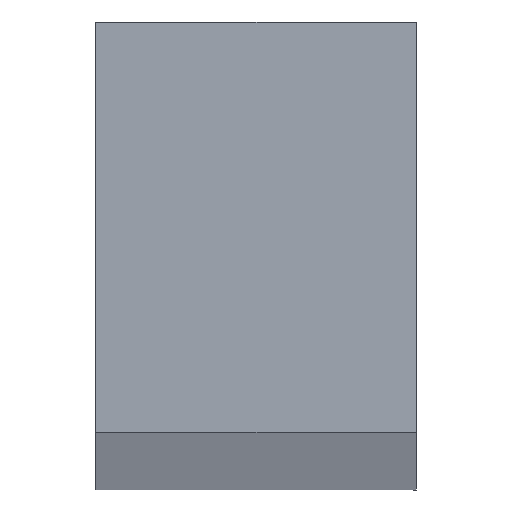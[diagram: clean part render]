
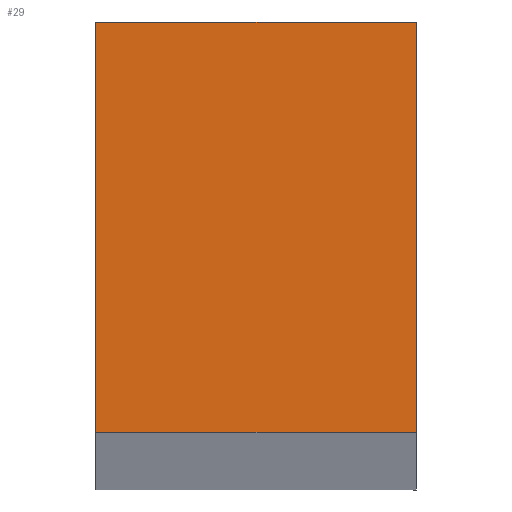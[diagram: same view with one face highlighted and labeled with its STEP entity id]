
A CAD part, left-side view. The second image highlights one B-rep face of the part: STEP entity #29.
In plain terms, the highlighted planar face has unit normal (-1, 0, 0).
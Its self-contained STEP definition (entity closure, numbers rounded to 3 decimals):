
#1 = DIRECTION ( 'NONE',  ( 0., 0., -1. ) ) ;
#7 = CARTESIAN_POINT ( 'NONE',  ( 0., 64., 50. ) ) ;
#10 = CARTESIAN_POINT ( 'NONE',  ( 0., 64., 50. ) ) ;
#12 = EDGE_CURVE ( 'NONE', #54, #222, #71, .T. ) ;
#18 = VERTEX_POINT ( 'NONE', #91 ) ;
#26 = LINE ( 'NONE', #7, #53 ) ;
#29 = ADVANCED_FACE ( 'NONE', ( #88 ), #150, .T. ) ;
#53 = VECTOR ( 'NONE', #131, 1000. ) ;
#54 = VERTEX_POINT ( 'NONE', #155 ) ;
#55 = EDGE_LOOP ( 'NONE', ( #192, #185, #138, #189 ) ) ;
#62 = CARTESIAN_POINT ( 'NONE',  ( 0., 0., 50. ) ) ;
#63 = DIRECTION ( 'NONE',  ( 0., 1., 0. ) ) ;
#66 = CARTESIAN_POINT ( 'NONE',  ( 0., 0., 0. ) ) ;
#71 = LINE ( 'NONE', #136, #92 ) ;
#78 = DIRECTION ( 'NONE',  ( 0., 1., 0. ) ) ;
#83 = VECTOR ( 'NONE', #63, 1000. ) ;
#86 = LINE ( 'NONE', #66, #144 ) ;
#88 = FACE_OUTER_BOUND ( 'NONE', #55, .T. ) ;
#91 = CARTESIAN_POINT ( 'NONE',  ( 0., 64., 0. ) ) ;
#92 = VECTOR ( 'NONE', #1, 1000. ) ;
#98 = LINE ( 'NONE', #62, #83 ) ;
#110 = DIRECTION ( 'NONE',  ( 0., 0., 1. ) ) ;
#124 = EDGE_CURVE ( 'NONE', #222, #18, #86, .T. ) ;
#128 = CARTESIAN_POINT ( 'NONE',  ( 0., 0., 0. ) ) ;
#131 = DIRECTION ( 'NONE',  ( 0., 0., -1. ) ) ;
#136 = CARTESIAN_POINT ( 'NONE',  ( 0., 0., 50. ) ) ;
#137 = VERTEX_POINT ( 'NONE', #10 ) ;
#138 = ORIENTED_EDGE ( 'NONE', *, *, #171, .T. ) ;
#139 = CARTESIAN_POINT ( 'NONE',  ( 0., 0., 50. ) ) ;
#144 = VECTOR ( 'NONE', #78, 1000. ) ;
#150 = PLANE ( 'NONE',  #215 ) ;
#155 = CARTESIAN_POINT ( 'NONE',  ( 0., 0., 50. ) ) ;
#171 = EDGE_CURVE ( 'NONE', #54, #137, #98, .T. ) ;
#185 = ORIENTED_EDGE ( 'NONE', *, *, #12, .F. ) ;
#189 = ORIENTED_EDGE ( 'NONE', *, *, #207, .T. ) ;
#192 = ORIENTED_EDGE ( 'NONE', *, *, #124, .F. ) ;
#204 = DIRECTION ( 'NONE',  ( -1., 0., 0. ) ) ;
#207 = EDGE_CURVE ( 'NONE', #137, #18, #26, .T. ) ;
#215 = AXIS2_PLACEMENT_3D ( 'NONE', #139, #204, #110 ) ;
#222 = VERTEX_POINT ( 'NONE', #128 ) ;
